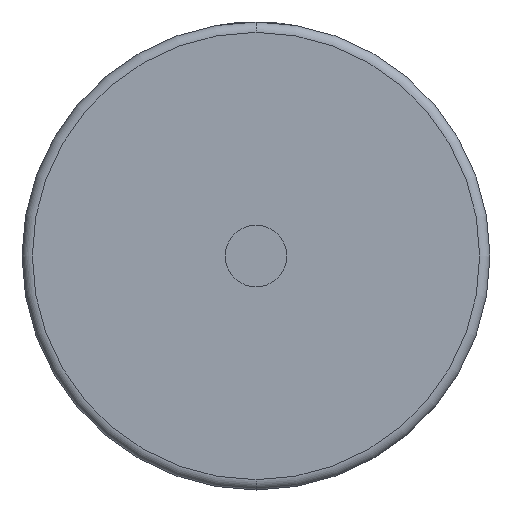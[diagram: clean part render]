
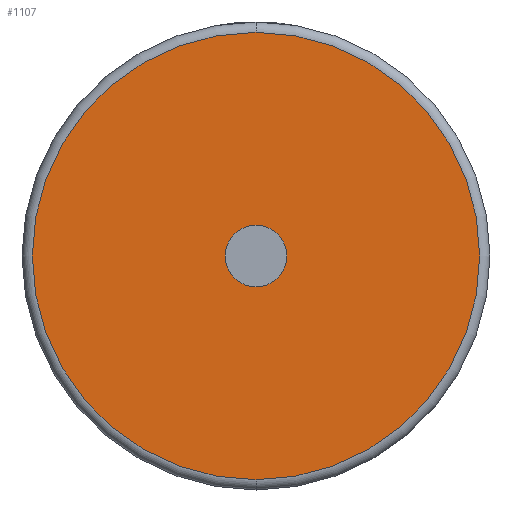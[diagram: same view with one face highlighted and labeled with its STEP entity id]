
A CAD part, front view. The second image highlights one B-rep face of the part: STEP entity #1107.
In plain terms, the highlighted planar face has unit normal (0, -1, 0).
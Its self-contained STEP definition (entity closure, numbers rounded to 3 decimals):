
#102 = CARTESIAN_POINT ( 'NONE',  ( 0., 0., -43.5 ) ) ;
#377 = VERTEX_POINT ( 'NONE', #924 ) ;
#437 = EDGE_CURVE ( 'NONE', #2281, #792, #3193, .T. ) ;
#457 = CARTESIAN_POINT ( 'NONE',  ( 0., 0., 0. ) ) ;
#538 = AXIS2_PLACEMENT_3D ( 'NONE', #640, #654, #2332 ) ;
#640 = CARTESIAN_POINT ( 'NONE',  ( 0., 0., 0. ) ) ;
#654 = DIRECTION ( 'NONE',  ( 0., 1., 0. ) ) ;
#655 = ORIENTED_EDGE ( 'NONE', *, *, #437, .T. ) ;
#725 = CARTESIAN_POINT ( 'NONE',  ( 0., 0., 0. ) ) ;
#792 = VERTEX_POINT ( 'NONE', #2053 ) ;
#892 = DIRECTION ( 'NONE',  ( 0., -1., 0. ) ) ;
#909 = DIRECTION ( 'NONE',  ( 0., 0., 1. ) ) ;
#924 = CARTESIAN_POINT ( 'NONE',  ( 0., 0., -6. ) ) ;
#1090 = EDGE_LOOP ( 'NONE', ( #2122, #655 ) ) ;
#1107 = ADVANCED_FACE ( 'NONE', ( #2852, #2149 ), #3524, .F. ) ;
#1177 = CARTESIAN_POINT ( 'NONE',  ( 0., 0., 0. ) ) ;
#1419 = EDGE_LOOP ( 'NONE', ( #2687, #2711 ) ) ;
#1719 = CARTESIAN_POINT ( 'NONE',  ( 0., 0., 6. ) ) ;
#1774 = CARTESIAN_POINT ( 'NONE',  ( 0., 0., 0. ) ) ;
#2053 = CARTESIAN_POINT ( 'NONE',  ( 0., 0., 43.5 ) ) ;
#2096 = DIRECTION ( 'NONE',  ( 0., 0., 1. ) ) ;
#2122 = ORIENTED_EDGE ( 'NONE', *, *, #3711, .T. ) ;
#2149 = FACE_BOUND ( 'NONE', #1419, .T. ) ;
#2281 = VERTEX_POINT ( 'NONE', #102 ) ;
#2294 = AXIS2_PLACEMENT_3D ( 'NONE', #457, #2441, #2737 ) ;
#2332 = DIRECTION ( 'NONE',  ( 0., 0., 1. ) ) ;
#2413 = EDGE_CURVE ( 'NONE', #377, #2932, #2615, .T. ) ;
#2441 = DIRECTION ( 'NONE',  ( 0., -1., 0. ) ) ;
#2580 = AXIS2_PLACEMENT_3D ( 'NONE', #725, #2731, #3331 ) ;
#2615 = CIRCLE ( 'NONE', #3189, 6. ) ;
#2643 = DIRECTION ( 'NONE',  ( 0., -1., 0. ) ) ;
#2687 = ORIENTED_EDGE ( 'NONE', *, *, #3571, .F. ) ;
#2711 = ORIENTED_EDGE ( 'NONE', *, *, #2413, .F. ) ;
#2731 = DIRECTION ( 'NONE',  ( 0., -1., 0. ) ) ;
#2737 = DIRECTION ( 'NONE',  ( 0., 0., 1. ) ) ;
#2852 = FACE_OUTER_BOUND ( 'NONE', #1090, .T. ) ;
#2914 = CIRCLE ( 'NONE', #2294, 43.5 ) ;
#2932 = VERTEX_POINT ( 'NONE', #1719 ) ;
#3135 = AXIS2_PLACEMENT_3D ( 'NONE', #1774, #2643, #909 ) ;
#3189 = AXIS2_PLACEMENT_3D ( 'NONE', #1177, #892, #2096 ) ;
#3193 = CIRCLE ( 'NONE', #3135, 43.5 ) ;
#3331 = DIRECTION ( 'NONE',  ( 0., 0., 1. ) ) ;
#3524 = PLANE ( 'NONE',  #538 ) ;
#3571 = EDGE_CURVE ( 'NONE', #2932, #377, #3706, .T. ) ;
#3706 = CIRCLE ( 'NONE', #2580, 6. ) ;
#3711 = EDGE_CURVE ( 'NONE', #792, #2281, #2914, .T. ) ;
